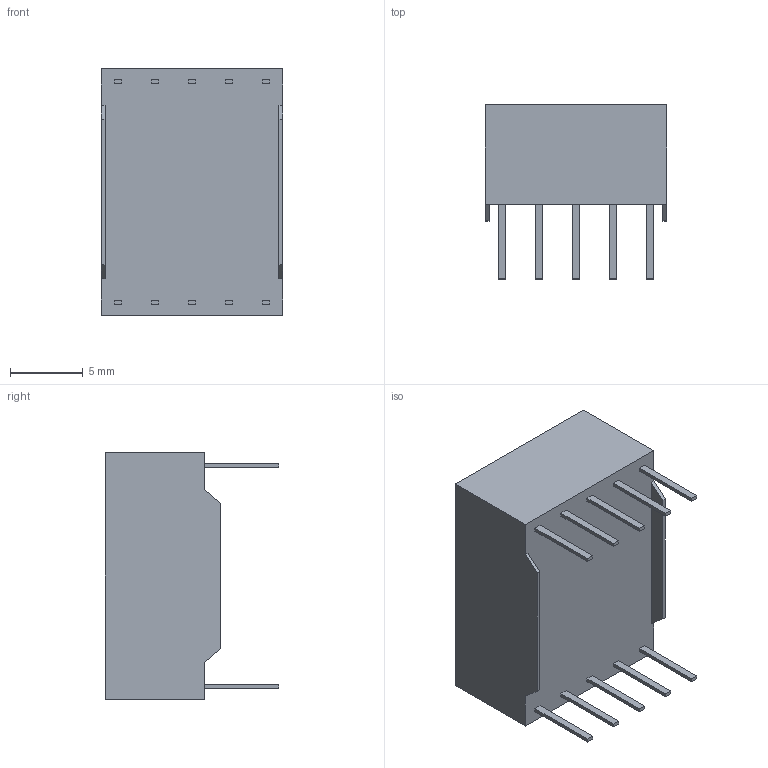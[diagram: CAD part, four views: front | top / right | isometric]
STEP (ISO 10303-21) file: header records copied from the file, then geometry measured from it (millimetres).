
FILE_DESCRIPTION (( 'STEP AP214' ), '1' );
FILE_NAME ('SX56-51.STEP', '2008-09-07T16:33:14', ( '' ), ( '' ), 'SwSTEP 2.0', 'SolidWorks 2008', '' );
FILE_SCHEMA (( 'AUTOMOTIVE_DESIGN' ));
Length unit declared in the file: millimetre
Products named in the file (1): SX56-51
Bounding box: 12.5 x 12 x 17.02 mm (x, y, z)
Volume: 1469.1 mm3; surface area: 963.4 mm2
Topology: 1 solids, 1 shells, 116 faces, 288 edges, 192 vertices
Faces by surface type: plane 114, cylinder 2
Entity records: 4125 total; most frequent: CARTESIAN_POINT 597, ORIENTED_EDGE 576, DIRECTION 526, EDGE_CURVE 288, LINE 284, VECTOR 284, VERTEX_POINT 192, EDGE_LOOP 134
